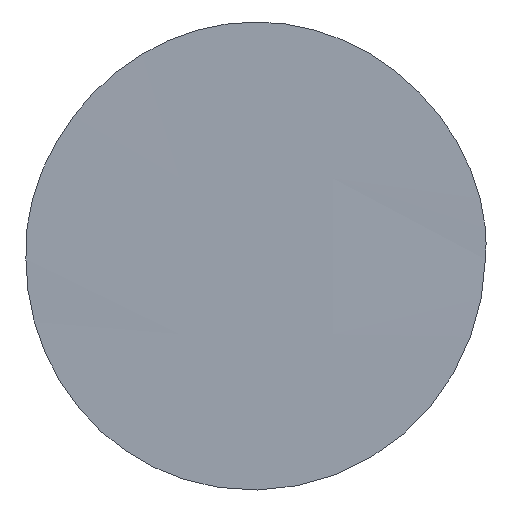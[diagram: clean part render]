
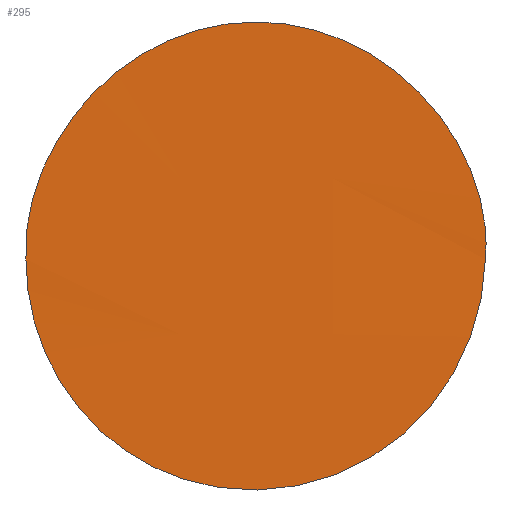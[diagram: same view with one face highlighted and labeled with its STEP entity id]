
A CAD part, top view. The second image highlights one B-rep face of the part: STEP entity #295.
In plain terms, the highlighted free-form (B-spline) face has degree [3, 3] with [4, 4] control points.
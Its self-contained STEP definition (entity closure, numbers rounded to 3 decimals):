
#24 = VERTEX_POINT('',#25);
#25 = CARTESIAN_POINT('',(0.987,-0.003,
    0.184));
#33 = B_SPLINE_SURFACE_WITH_KNOTS('',3,3,(
    (#34,#35,#36,#37)
    ,(#38,#39,#40,#41)
    ,(#42,#43,#44,#45)
    ,(#46,#47,#48,#49
    )),.UNSPECIFIED.,.F.,.F.,.F.,(4,4),(4,4),(0.,1.),(0.,1.),
  .PIECEWISE_BEZIER_KNOTS.);
#34 = CARTESIAN_POINT('',(-0.095,-0.005,
    -0.158));
#35 = CARTESIAN_POINT('',(-0.41,-0.009,
    -0.177));
#36 = CARTESIAN_POINT('',(-0.724,-0.001,
    -0.025));
#37 = CARTESIAN_POINT('',(-0.982,0.013,
    0.191));
#38 = CARTESIAN_POINT('',(-0.098,-0.113,
    -0.185));
#39 = CARTESIAN_POINT('',(-0.413,-0.539,
    -0.205));
#40 = CARTESIAN_POINT('',(-0.756,-0.951,
    -0.03));
#41 = CARTESIAN_POINT('',(-1.023,-1.255,0.171
    ));
#42 = CARTESIAN_POINT('',(0.083,-0.104,
    -0.186));
#43 = CARTESIAN_POINT('',(0.402,-0.564,-0.209
    ));
#44 = CARTESIAN_POINT('',(0.732,-0.968,
    -0.016));
#45 = CARTESIAN_POINT('',(0.985,-1.286,0.196));
#46 = CARTESIAN_POINT('',(0.07,-0.002,
    -0.195));
#47 = CARTESIAN_POINT('',(0.419,-0.025,
    -0.21));
#48 = CARTESIAN_POINT('',(0.741,-0.016,
    -0.052));
#49 = CARTESIAN_POINT('',(0.982,-0.022,
    0.19));
#79 = B_SPLINE_SURFACE_WITH_KNOTS('',3,3,(
    (#80,#81,#82,#83)
    ,(#84,#85,#86,#87)
    ,(#88,#89,#90,#91)
    ,(#92,#93,#94,#95
    )),.UNSPECIFIED.,.F.,.F.,.F.,(4,4),(4,4),(0.,1.),(0.,1.),
  .PIECEWISE_BEZIER_KNOTS.);
#80 = CARTESIAN_POINT('',(0.179,-0.006,
    -0.152));
#81 = CARTESIAN_POINT('',(0.51,0.031,
    -0.184));
#82 = CARTESIAN_POINT('',(0.824,0.001,
    -0.002));
#83 = CARTESIAN_POINT('',(1.062,0.007,
    0.262));
#84 = CARTESIAN_POINT('',(0.138,0.09,
    -0.154));
#85 = CARTESIAN_POINT('',(0.445,0.54,-0.207)
  );
#86 = CARTESIAN_POINT('',(0.795,0.963,
    0.018));
#87 = CARTESIAN_POINT('',(1.016,1.265,0.225)
  );
#88 = CARTESIAN_POINT('',(-0.079,0.073,
    -0.163));
#89 = CARTESIAN_POINT('',(-0.394,0.528,-0.214
    ));
#90 = CARTESIAN_POINT('',(-0.749,0.984,
    -0.03));
#91 = CARTESIAN_POINT('',(-0.984,1.287,0.205)
  );
#92 = CARTESIAN_POINT('',(-0.075,-0.006,
    -0.17));
#93 = CARTESIAN_POINT('',(-0.429,0.018,
    -0.221));
#94 = CARTESIAN_POINT('',(-0.773,0.009,
    -0.033));
#95 = CARTESIAN_POINT('',(-1.026,0.012,
    0.207));
#125 = EDGE_CURVE('',#24,#126,#128,.T.);
#126 = VERTEX_POINT('',#127);
#127 = CARTESIAN_POINT('',(-0.994,-0.002,
    0.188));
#128 = SURFACE_CURVE('',#129,(#136,#149),.PCURVE_S1.);
#129 = B_SPLINE_CURVE_WITH_KNOTS('',5,(#130,#131,#132,#133,#134,#135),
  .UNSPECIFIED.,.F.,.F.,(6,6),(0.,1.),.PIECEWISE_BEZIER_KNOTS.);
#130 = CARTESIAN_POINT('',(0.987,-0.003,
    0.184));
#131 = CARTESIAN_POINT('',(0.972,-0.617,0.193
    ));
#132 = CARTESIAN_POINT('',(0.505,-1.27,0.169)
  );
#133 = CARTESIAN_POINT('',(-0.525,-1.311,
    0.206));
#134 = CARTESIAN_POINT('',(-0.996,-0.609,0.173
    ));
#135 = CARTESIAN_POINT('',(-0.994,-0.002,
    0.188));
#136 = PCURVE('',#33,#137);
#137 = DEFINITIONAL_REPRESENTATION('',(#138),#148);
#138 = B_SPLINE_CURVE_WITH_KNOTS('',8,(#139,#140,#141,#142,#143,#144,
    #145,#146,#147),.UNSPECIFIED.,.F.,.F.,(9,9),(0.,1.),
  .PIECEWISE_BEZIER_KNOTS.);
#139 = CARTESIAN_POINT('',(1.002,0.999));
#140 = CARTESIAN_POINT('',(0.901,0.991));
#141 = CARTESIAN_POINT('',(0.806,0.915));
#142 = CARTESIAN_POINT('',(0.541,1.14));
#143 = CARTESIAN_POINT('',(0.542,0.916));
#144 = CARTESIAN_POINT('',(0.389,1.04));
#145 = CARTESIAN_POINT('',(0.239,1.007));
#146 = CARTESIAN_POINT('',(0.104,0.99));
#147 = CARTESIAN_POINT('',(0.004,1.007));
#148 = ( GEOMETRIC_REPRESENTATION_CONTEXT(2) 
PARAMETRIC_REPRESENTATION_CONTEXT() REPRESENTATION_CONTEXT('2D SPACE',''
  ) );
#149 = PCURVE('',#150,#167);
#150 = B_SPLINE_SURFACE_WITH_KNOTS('',3,3,(
    (#151,#152,#153,#154)
    ,(#155,#156,#157,#158)
    ,(#159,#160,#161,#162)
    ,(#163,#164,#165,#166
    )),.UNSPECIFIED.,.F.,.F.,.F.,(4,4),(4,4),(0.,1.),(0.,1.),
  .PIECEWISE_BEZIER_KNOTS.);
#151 = CARTESIAN_POINT('',(-1.07,-1.026,
    0.186));
#152 = CARTESIAN_POINT('',(-1.073,-0.321,
    0.191));
#153 = CARTESIAN_POINT('',(-1.07,0.367,0.189)
  );
#154 = CARTESIAN_POINT('',(-1.068,1.066,0.189
    ));
#155 = CARTESIAN_POINT('',(-0.371,-1.024,
    0.181));
#156 = CARTESIAN_POINT('',(-0.362,-0.338,
    0.197));
#157 = CARTESIAN_POINT('',(-0.359,0.377,0.182
    ));
#158 = CARTESIAN_POINT('',(-0.368,1.062,0.189)
  );
#159 = CARTESIAN_POINT('',(0.345,-1.023,0.188
    ));
#160 = CARTESIAN_POINT('',(0.34,-0.331,0.189
    ));
#161 = CARTESIAN_POINT('',(0.343,0.362,0.197)
  );
#162 = CARTESIAN_POINT('',(0.345,1.067,0.186)
  );
#163 = CARTESIAN_POINT('',(1.051,-1.031,0.18
    ));
#164 = CARTESIAN_POINT('',(1.05,-0.328,0.192
    ));
#165 = CARTESIAN_POINT('',(1.05,0.364,0.19));
#166 = CARTESIAN_POINT('',(1.045,1.063,0.187)
  );
#167 = DEFINITIONAL_REPRESENTATION('',(#168),#175);
#168 = B_SPLINE_CURVE_WITH_KNOTS('',5,(#169,#170,#171,#172,#173,#174),
  .UNSPECIFIED.,.F.,.F.,(6,6),(0.,1.),.PIECEWISE_BEZIER_KNOTS.);
#169 = CARTESIAN_POINT('',(0.971,0.49));
#170 = CARTESIAN_POINT('',(0.963,0.196));
#171 = CARTESIAN_POINT('',(0.742,-0.117));
#172 = CARTESIAN_POINT('',(0.261,-0.135));
#173 = CARTESIAN_POINT('',(0.035,0.198));
#174 = CARTESIAN_POINT('',(0.036,0.488));
#175 = ( GEOMETRIC_REPRESENTATION_CONTEXT(2) 
PARAMETRIC_REPRESENTATION_CONTEXT() REPRESENTATION_CONTEXT('2D SPACE',''
  ) );
#266 = EDGE_CURVE('',#126,#24,#267,.T.);
#267 = SURFACE_CURVE('',#268,(#274,#285),.PCURVE_S1.);
#268 = B_SPLINE_CURVE_WITH_KNOTS('',4,(#269,#270,#271,#272,#273),
  .UNSPECIFIED.,.F.,.F.,(5,5),(0.,1.),.PIECEWISE_BEZIER_KNOTS.);
#269 = CARTESIAN_POINT('',(-0.994,-0.002,
    0.188));
#270 = CARTESIAN_POINT('',(-1.034,0.762,0.197
    ));
#271 = CARTESIAN_POINT('',(-0.017,1.707,
    0.178));
#272 = CARTESIAN_POINT('',(1.06,0.759,0.202)
  );
#273 = CARTESIAN_POINT('',(0.987,-0.003,
    0.184));
#274 = PCURVE('',#79,#275);
#275 = DEFINITIONAL_REPRESENTATION('',(#276),#284);
#276 = B_SPLINE_CURVE_WITH_KNOTS('',6,(#277,#278,#279,#280,#281,#282,
    #283),.UNSPECIFIED.,.F.,.F.,(7,7),(0.,1.),.PIECEWISE_BEZIER_KNOTS.);
#277 = CARTESIAN_POINT('',(1.002,0.965));
#278 = CARTESIAN_POINT('',(0.865,0.998));
#279 = CARTESIAN_POINT('',(0.639,0.896));
#280 = CARTESIAN_POINT('',(0.501,1.206));
#281 = CARTESIAN_POINT('',(0.378,0.909));
#282 = CARTESIAN_POINT('',(0.144,0.945));
#283 = CARTESIAN_POINT('',(-0.001,0.9));
#284 = ( GEOMETRIC_REPRESENTATION_CONTEXT(2) 
PARAMETRIC_REPRESENTATION_CONTEXT() REPRESENTATION_CONTEXT('2D SPACE',''
  ) );
#285 = PCURVE('',#150,#286);
#286 = DEFINITIONAL_REPRESENTATION('',(#287),#293);
#287 = B_SPLINE_CURVE_WITH_KNOTS('',4,(#288,#289,#290,#291,#292),
  .UNSPECIFIED.,.F.,.F.,(5,5),(0.,1.),.PIECEWISE_BEZIER_KNOTS.);
#288 = CARTESIAN_POINT('',(0.036,0.488));
#289 = CARTESIAN_POINT('',(0.017,0.854));
#290 = CARTESIAN_POINT('',(0.498,1.307));
#291 = CARTESIAN_POINT('',(1.006,0.855));
#292 = CARTESIAN_POINT('',(0.971,0.49));
#293 = ( GEOMETRIC_REPRESENTATION_CONTEXT(2) 
PARAMETRIC_REPRESENTATION_CONTEXT() REPRESENTATION_CONTEXT('2D SPACE',''
  ) );
#295 = ADVANCED_FACE('',(#296),#150,.T.);
#296 = FACE_BOUND('',#297,.F.);
#297 = EDGE_LOOP('',(#298,#299));
#298 = ORIENTED_EDGE('',*,*,#125,.T.);
#299 = ORIENTED_EDGE('',*,*,#266,.T.);
